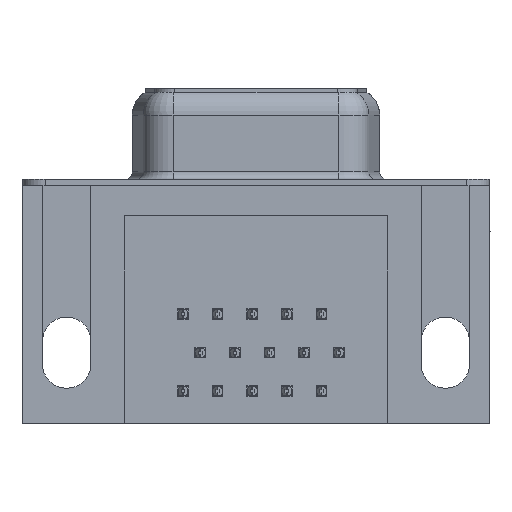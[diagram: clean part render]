
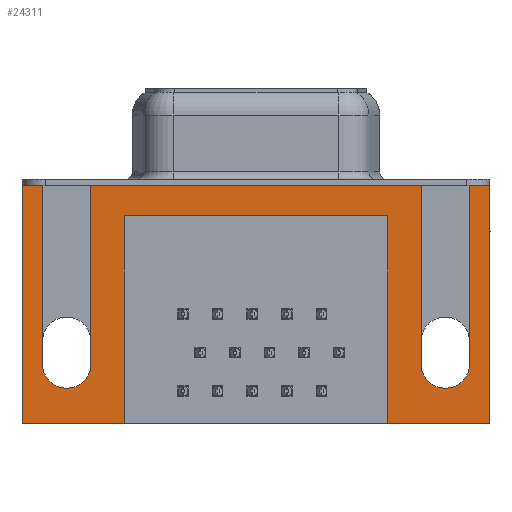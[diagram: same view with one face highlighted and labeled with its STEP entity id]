
A CAD part, front view. The second image highlights one B-rep face of the part: STEP entity #24311.
In plain terms, the highlighted planar face has unit normal (0, -1, 0).
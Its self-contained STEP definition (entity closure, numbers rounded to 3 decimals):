
#487 = LINE ( 'NONE', #9034, #25876 ) ;
#727 = ORIENTED_EDGE ( 'NONE', *, *, #8437, .F. ) ;
#1489 = CARTESIAN_POINT ( 'NONE',  ( 27.9, -6.275, -15.7 ) ) ;
#1821 = DIRECTION ( 'NONE',  ( 0., -1., 0. ) ) ;
#1861 = ORIENTED_EDGE ( 'NONE', *, *, #20367, .F. ) ;
#2174 = VERTEX_POINT ( 'NONE', #19267 ) ;
#3511 = ORIENTED_EDGE ( 'NONE', *, *, #29953, .F. ) ;
#3554 = LINE ( 'NONE', #24254, #15940 ) ;
#3610 = CARTESIAN_POINT ( 'NONE',  ( 21.2, -6.275, -2. ) ) ;
#3984 = CARTESIAN_POINT ( 'NONE',  ( 1.6, -6.275, -11.78 ) ) ;
#4735 = EDGE_CURVE ( 'NONE', #20500, #11988, #27602, .T. ) ;
#5281 = DIRECTION ( 'NONE',  ( 0., 0., 1. ) ) ;
#5638 = CARTESIAN_POINT ( 'NONE',  ( 26.59, -6.275, 0. ) ) ;
#5965 = ORIENTED_EDGE ( 'NONE', *, *, #28742, .F. ) ;
#6537 = ORIENTED_EDGE ( 'NONE', *, *, #4735, .F. ) ;
#7115 = CARTESIAN_POINT ( 'NONE',  ( 27.9, -6.275, 0. ) ) ;
#7297 = FACE_OUTER_BOUND ( 'NONE', #13535, .T. ) ;
#7486 = ORIENTED_EDGE ( 'NONE', *, *, #13692, .F. ) ;
#7895 = DIRECTION ( 'NONE',  ( 0., -1., 0. ) ) ;
#7951 = VECTOR ( 'NONE', #8467, 1000. ) ;
#8095 = DIRECTION ( 'NONE',  ( 0., 0., 1. ) ) ;
#8437 = EDGE_CURVE ( 'NONE', #11988, #16044, #25931, .T. ) ;
#8467 = DIRECTION ( 'NONE',  ( 0., 0., -1. ) ) ;
#8480 = ORIENTED_EDGE ( 'NONE', *, *, #19877, .F. ) ;
#8670 = CARTESIAN_POINT ( 'NONE',  ( 21.2, -6.275, -15.7 ) ) ;
#9034 = CARTESIAN_POINT ( 'NONE',  ( 21.2, -6.275, -2. ) ) ;
#9659 = LINE ( 'NONE', #14172, #22820 ) ;
#10659 = VERTEX_POINT ( 'NONE', #15006 ) ;
#10807 = EDGE_CURVE ( 'NONE', #14620, #13951, #23984, .T. ) ;
#10868 = CARTESIAN_POINT ( 'NONE',  ( 27.9, -6.275, -15.7 ) ) ;
#10960 = EDGE_CURVE ( 'NONE', #24179, #16497, #13586, .T. ) ;
#11039 = CARTESIAN_POINT ( 'NONE',  ( 0., -6.275, -11.78 ) ) ;
#11539 = ORIENTED_EDGE ( 'NONE', *, *, #15532, .F. ) ;
#11695 = VECTOR ( 'NONE', #29022, 1000. ) ;
#11880 = ORIENTED_EDGE ( 'NONE', *, *, #23546, .F. ) ;
#11988 = VERTEX_POINT ( 'NONE', #31159 ) ;
#12043 = VECTOR ( 'NONE', #8095, 1000. ) ;
#12096 = DIRECTION ( 'NONE',  ( 0., 0., 1. ) ) ;
#12624 = CARTESIAN_POINT ( 'NONE',  ( -2.91, -6.275, -2.5 ) ) ;
#12765 = DIRECTION ( 'NONE',  ( 0., 0., -1. ) ) ;
#12830 = VECTOR ( 'NONE', #17844, 1000. ) ;
#13271 = VECTOR ( 'NONE', #15772, 1000. ) ;
#13515 = DIRECTION ( 'NONE',  ( 1., 0., 0. ) ) ;
#13535 = EDGE_LOOP ( 'NONE', ( #23699, #727, #6537, #11880, #3511, #11539, #20766, #25749, #1861, #23671, #28935, #13643, #7486, #5965, #20341, #8480 ) ) ;
#13586 = LINE ( 'NONE', #15366, #12830 ) ;
#13643 = ORIENTED_EDGE ( 'NONE', *, *, #30980, .F. ) ;
#13692 = EDGE_CURVE ( 'NONE', #26379, #26318, #487, .T. ) ;
#13951 = VERTEX_POINT ( 'NONE', #14782 ) ;
#14172 = CARTESIAN_POINT ( 'NONE',  ( -2.91, -6.275, 0. ) ) ;
#14597 = CARTESIAN_POINT ( 'NONE',  ( 1.6, -6.275, 0. ) ) ;
#14620 = VERTEX_POINT ( 'NONE', #31719 ) ;
#14782 = CARTESIAN_POINT ( 'NONE',  ( -1.6, -6.275, 0. ) ) ;
#15006 = CARTESIAN_POINT ( 'NONE',  ( -1.6, -6.275, -11.78 ) ) ;
#15270 = CARTESIAN_POINT ( 'NONE',  ( -1.6, -6.275, 0. ) ) ;
#15366 = CARTESIAN_POINT ( 'NONE',  ( 3.79, -6.275, -2. ) ) ;
#15532 = EDGE_CURVE ( 'NONE', #10659, #26869, #17753, .T. ) ;
#15583 = LINE ( 'NONE', #17644, #22107 ) ;
#15772 = DIRECTION ( 'NONE',  ( 0., 0., 1. ) ) ;
#15940 = VECTOR ( 'NONE', #12096, 1000. ) ;
#16044 = VERTEX_POINT ( 'NONE', #19291 ) ;
#16456 = VECTOR ( 'NONE', #26129, 1000. ) ;
#16497 = VERTEX_POINT ( 'NONE', #22170 ) ;
#16669 = DIRECTION ( 'NONE',  ( 1., 0., 0. ) ) ;
#16939 = CARTESIAN_POINT ( 'NONE',  ( 3.79, -6.275, -2. ) ) ;
#17200 = CARTESIAN_POINT ( 'NONE',  ( -2.91, -6.275, 0. ) ) ;
#17216 = VERTEX_POINT ( 'NONE', #21580 ) ;
#17609 = CARTESIAN_POINT ( 'NONE',  ( -2.91, -6.275, -2.5 ) ) ;
#17644 = CARTESIAN_POINT ( 'NONE',  ( -2.91, -6.275, 0. ) ) ;
#17753 = CIRCLE ( 'NONE', #31610, 1.6 ) ;
#17844 = DIRECTION ( 'NONE',  ( 0., 0., -1. ) ) ;
#19064 = LINE ( 'NONE', #24971, #13271 ) ;
#19105 = DIRECTION ( 'NONE',  ( 0., 0., -1. ) ) ;
#19267 = CARTESIAN_POINT ( 'NONE',  ( 27.9, -6.275, -15.7 ) ) ;
#19291 = CARTESIAN_POINT ( 'NONE',  ( 26.59, -6.275, -11.78 ) ) ;
#19382 = LINE ( 'NONE', #5638, #12043 ) ;
#19850 = VECTOR ( 'NONE', #5281, 1000. ) ;
#19877 = EDGE_CURVE ( 'NONE', #27542, #31458, #15583, .T. ) ;
#19970 = PLANE ( 'NONE',  #20656 ) ;
#20002 = DIRECTION ( 'NONE',  ( 1., 0., 0. ) ) ;
#20188 = VECTOR ( 'NONE', #12765, 1000. ) ;
#20341 = ORIENTED_EDGE ( 'NONE', *, *, #20403, .T. ) ;
#20367 = EDGE_CURVE ( 'NONE', #17216, #14620, #26320, .T. ) ;
#20403 = EDGE_CURVE ( 'NONE', #2174, #31458, #19064, .T. ) ;
#20500 = VERTEX_POINT ( 'NONE', #25915 ) ;
#20581 = AXIS2_PLACEMENT_3D ( 'NONE', #22709, #7895, #25137 ) ;
#20656 = AXIS2_PLACEMENT_3D ( 'NONE', #12624, #1821, #19105 ) ;
#20766 = ORIENTED_EDGE ( 'NONE', *, *, #21356, .F. ) ;
#20806 = DIRECTION ( 'NONE',  ( -1., 0., 0. ) ) ;
#20948 = LINE ( 'NONE', #15270, #20188 ) ;
#21356 = EDGE_CURVE ( 'NONE', #13951, #10659, #20948, .T. ) ;
#21481 = EDGE_CURVE ( 'NONE', #16044, #27542, #19382, .T. ) ;
#21580 = CARTESIAN_POINT ( 'NONE',  ( -2.91, -6.275, -15.7 ) ) ;
#22107 = VECTOR ( 'NONE', #20002, 1000. ) ;
#22170 = CARTESIAN_POINT ( 'NONE',  ( 3.79, -6.275, -15.7 ) ) ;
#22487 = VECTOR ( 'NONE', #26943, 1000. ) ;
#22557 = VECTOR ( 'NONE', #20806, 1000. ) ;
#22709 = CARTESIAN_POINT ( 'NONE',  ( 24.99, -6.275, -11.78 ) ) ;
#22820 = VECTOR ( 'NONE', #16669, 1000. ) ;
#23546 = EDGE_CURVE ( 'NONE', #31481, #20500, #9659, .T. ) ;
#23671 = ORIENTED_EDGE ( 'NONE', *, *, #27240, .F. ) ;
#23699 = ORIENTED_EDGE ( 'NONE', *, *, #21481, .F. ) ;
#23984 = LINE ( 'NONE', #17200, #22487 ) ;
#24179 = VERTEX_POINT ( 'NONE', #16939 ) ;
#24192 = CARTESIAN_POINT ( 'NONE',  ( 3.79, -6.275, -2. ) ) ;
#24254 = CARTESIAN_POINT ( 'NONE',  ( 1.6, -6.275, 0. ) ) ;
#24311 = ADVANCED_FACE ( 'NONE', ( #7297 ), #19970, .T. ) ;
#24971 = CARTESIAN_POINT ( 'NONE',  ( 27.9, -6.275, -2.5 ) ) ;
#25137 = DIRECTION ( 'NONE',  ( -1., 0., 0. ) ) ;
#25749 = ORIENTED_EDGE ( 'NONE', *, *, #10807, .F. ) ;
#25876 = VECTOR ( 'NONE', #28726, 1000. ) ;
#25915 = CARTESIAN_POINT ( 'NONE',  ( 23.39, -6.275, 0. ) ) ;
#25931 = CIRCLE ( 'NONE', #20581, 1.6 ) ;
#26129 = DIRECTION ( 'NONE',  ( -1., 0., 0. ) ) ;
#26318 = VERTEX_POINT ( 'NONE', #3610 ) ;
#26320 = LINE ( 'NONE', #17609, #19850 ) ;
#26379 = VERTEX_POINT ( 'NONE', #8670 ) ;
#26869 = VERTEX_POINT ( 'NONE', #3984 ) ;
#26943 = DIRECTION ( 'NONE',  ( 1., 0., 0. ) ) ;
#27240 = EDGE_CURVE ( 'NONE', #16497, #17216, #28723, .T. ) ;
#27542 = VERTEX_POINT ( 'NONE', #28329 ) ;
#27602 = LINE ( 'NONE', #28065, #7951 ) ;
#28065 = CARTESIAN_POINT ( 'NONE',  ( 23.39, -6.275, 0. ) ) ;
#28232 = DIRECTION ( 'NONE',  ( 0., -1., 0. ) ) ;
#28329 = CARTESIAN_POINT ( 'NONE',  ( 26.59, -6.275, 0. ) ) ;
#28723 = LINE ( 'NONE', #1489, #16456 ) ;
#28726 = DIRECTION ( 'NONE',  ( 0., 0., 1. ) ) ;
#28742 = EDGE_CURVE ( 'NONE', #2174, #26379, #29035, .T. ) ;
#28935 = ORIENTED_EDGE ( 'NONE', *, *, #10960, .F. ) ;
#29022 = DIRECTION ( 'NONE',  ( -1., 0., 0. ) ) ;
#29035 = LINE ( 'NONE', #10868, #22557 ) ;
#29953 = EDGE_CURVE ( 'NONE', #26869, #31481, #3554, .T. ) ;
#30980 = EDGE_CURVE ( 'NONE', #26318, #24179, #31328, .T. ) ;
#31159 = CARTESIAN_POINT ( 'NONE',  ( 23.39, -6.275, -11.78 ) ) ;
#31328 = LINE ( 'NONE', #24192, #11695 ) ;
#31458 = VERTEX_POINT ( 'NONE', #7115 ) ;
#31481 = VERTEX_POINT ( 'NONE', #14597 ) ;
#31610 = AXIS2_PLACEMENT_3D ( 'NONE', #11039, #28232, #13515 ) ;
#31719 = CARTESIAN_POINT ( 'NONE',  ( -2.91, -6.275, 0. ) ) ;
